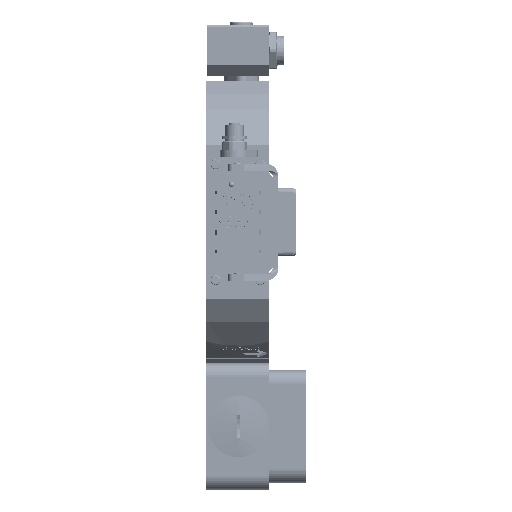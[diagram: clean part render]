
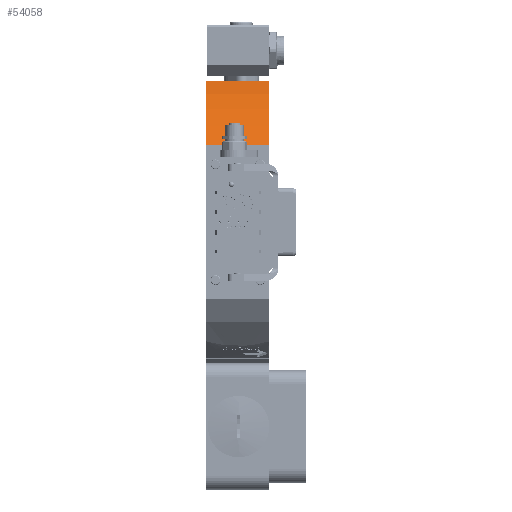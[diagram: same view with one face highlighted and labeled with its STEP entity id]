
A CAD part, left-side view. The second image highlights one B-rep face of the part: STEP entity #54058.
In plain terms, the highlighted cylindrical face has radius 115 mm (diameter 230 mm), a partial arc.
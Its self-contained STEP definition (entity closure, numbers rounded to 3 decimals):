
#12690 = LINE ( 'NONE', #70451, #184438 ) ;
#17104 = VERTEX_POINT ( 'NONE', #190613 ) ;
#18650 = ORIENTED_EDGE ( 'NONE', *, *, #113434, .F. ) ;
#21257 = DIRECTION ( 'NONE',  ( 0., -1., 0. ) ) ;
#31030 = DIRECTION ( 'NONE',  ( 0., 1., 0. ) ) ;
#33568 = VERTEX_POINT ( 'NONE', #140733 ) ;
#37657 = AXIS2_PLACEMENT_3D ( 'NONE', #114323, #68393, #82176 ) ;
#37787 = AXIS2_PLACEMENT_3D ( 'NONE', #115081, #21257, #130847 ) ;
#49385 = DIRECTION ( 'NONE',  ( 0., -1., 0. ) ) ;
#54058 = ADVANCED_FACE ( 'NONE', ( #173351 ), #89844, .T. ) ;
#61673 = LINE ( 'NONE', #171610, #130279 ) ;
#66180 = ORIENTED_EDGE ( 'NONE', *, *, #173243, .F. ) ;
#66775 = CIRCLE ( 'NONE', #199173, 115. ) ;
#68345 = VERTEX_POINT ( 'NONE', #103719 ) ;
#68393 = DIRECTION ( 'NONE',  ( 0., -1., 0. ) ) ;
#70451 = CARTESIAN_POINT ( 'NONE',  ( -54.991, 31.773, 101. ) ) ;
#72841 = ORIENTED_EDGE ( 'NONE', *, *, #134615, .F. ) ;
#82176 = DIRECTION ( 'NONE',  ( -1., 0., 0. ) ) ;
#86234 = DIRECTION ( 'NONE',  ( 0., -1., 0. ) ) ;
#86823 = CARTESIAN_POINT ( 'NONE',  ( -101., 125., 54.991 ) ) ;
#89844 = CYLINDRICAL_SURFACE ( 'NONE', #37657, 115. ) ;
#103719 = CARTESIAN_POINT ( 'NONE',  ( -54.991, 125., 101. ) ) ;
#113434 = EDGE_CURVE ( 'NONE', #68345, #33568, #12690, .T. ) ;
#114323 = CARTESIAN_POINT ( 'NONE',  ( 0., 31.773, 0. ) ) ;
#115081 = CARTESIAN_POINT ( 'NONE',  ( 0., 80., 0. ) ) ;
#129989 = ORIENTED_EDGE ( 'NONE', *, *, #186575, .T. ) ;
#130279 = VECTOR ( 'NONE', #31030, 1000. ) ;
#130847 = DIRECTION ( 'NONE',  ( -1., 0., 0. ) ) ;
#131120 = CIRCLE ( 'NONE', #37787, 115. ) ;
#134615 = EDGE_CURVE ( 'NONE', #17104, #157428, #61673, .T. ) ;
#140733 = CARTESIAN_POINT ( 'NONE',  ( -54.991, 80., 101. ) ) ;
#143240 = CARTESIAN_POINT ( 'NONE',  ( 0., 125., 0. ) ) ;
#157428 = VERTEX_POINT ( 'NONE', #86823 ) ;
#159099 = DIRECTION ( 'NONE',  ( -1., 0., 0. ) ) ;
#167222 = EDGE_LOOP ( 'NONE', ( #72841, #66180, #18650, #129989 ) ) ;
#171610 = CARTESIAN_POINT ( 'NONE',  ( -101., 31.773, 54.991 ) ) ;
#173243 = EDGE_CURVE ( 'NONE', #33568, #17104, #131120, .T. ) ;
#173351 = FACE_OUTER_BOUND ( 'NONE', #167222, .T. ) ;
#184438 = VECTOR ( 'NONE', #86234, 1000. ) ;
#186575 = EDGE_CURVE ( 'NONE', #68345, #157428, #66775, .T. ) ;
#190613 = CARTESIAN_POINT ( 'NONE',  ( -101., 80., 54.991 ) ) ;
#199173 = AXIS2_PLACEMENT_3D ( 'NONE', #143240, #49385, #159099 ) ;
